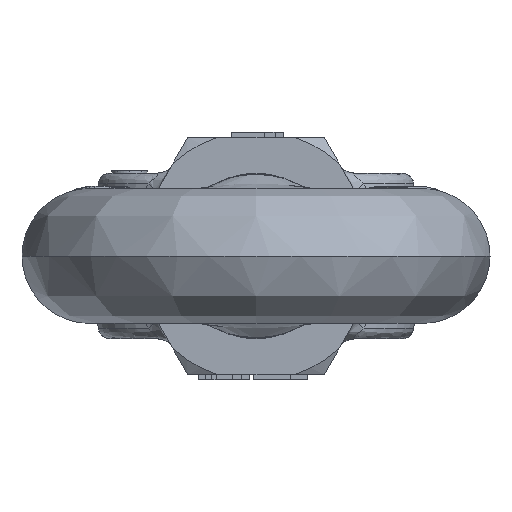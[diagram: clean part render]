
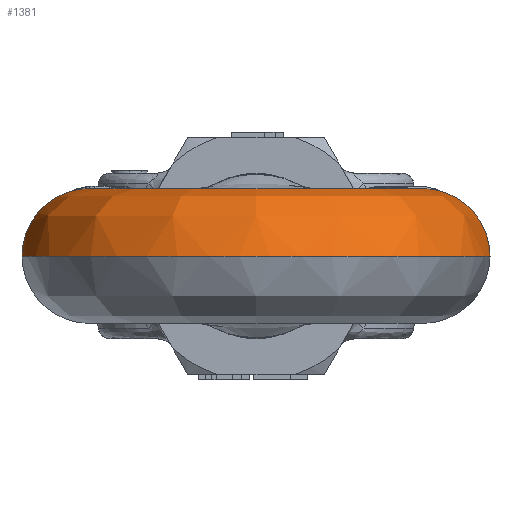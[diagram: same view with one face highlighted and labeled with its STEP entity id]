
A CAD part, left-side view. The second image highlights one B-rep face of the part: STEP entity #1381.
In plain terms, the highlighted free-form (B-spline) face has degree [3, 3] with [7, 7] control points.
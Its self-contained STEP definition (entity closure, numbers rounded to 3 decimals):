
#1381=ADVANCED_FACE('NONE',(#3038),#3039,.T.);
#3038=FACE_OUTER_BOUND('',#9893,.T.);
#3039=(B_SPLINE_SURFACE(3,3,((#9895,#9896,#9897,#9898,#9899,#9900,#9901),(#9902,#9903,#9904,#9905,#9906,#9907,#9908),(#9909,#9910,#9911,#9912,#9913,#9914,#9915),(#9916,#9917,#9918,#9919,#9920,#9921,#9922),(#9923,#9924,#9925,#9926,#9927,#9928,#9929),(#9930,#9931,#9932,#9933,#9934,#9935,#9936),(#9937,#9938,#9939,#9940,#9941,#9942,#9943)),.UNSPECIFIED.,.T.,.F.,.F.)B_SPLINE_SURFACE_WITH_KNOTS((4,3,4),(4,3,4),(0.0,0.5,1.0),(0.0,0.5,1.0),.UNSPECIFIED.)RATIONAL_B_SPLINE_SURFACE(((1.0,0.794,0.794,1.0,0.794,0.794,1.0),(0.333,0.265,0.265,0.333,0.265,0.265,0.333),(0.333,0.265,0.265,0.333,0.265,0.265,0.333),(1.0,0.794,0.794,1.0,0.794,0.794,1.0),(0.333,0.265,0.265,0.333,0.265,0.265,0.333),(0.333,0.265,0.265,0.333,0.265,0.265,0.333),(1.0,0.794,0.794,1.0,0.794,0.794,1.0)))BOUNDED_SURFACE()REPRESENTATION_ITEM('')GEOMETRIC_REPRESENTATION_ITEM()SURFACE());
#9893=EDGE_LOOP('',(#16844,#16845,#16846,#16847));
#9895=CARTESIAN_POINT('',(-678.381,98.892,0.));
#9896=CARTESIAN_POINT('',(-738.478,101.699,0.));
#9897=CARTESIAN_POINT('',(-782.0,60.162,0.));
#9898=CARTESIAN_POINT('',(-782.0,0.,0.));
#9899=CARTESIAN_POINT('',(-782.0,-60.162,0.));
#9900=CARTESIAN_POINT('',(-738.478,-101.699,0.));
#9901=CARTESIAN_POINT('',(-678.381,-98.892,0.));
#9902=CARTESIAN_POINT('',(-678.381,98.892,-57.0));
#9903=CARTESIAN_POINT('',(-738.478,101.699,-57.0));
#9904=CARTESIAN_POINT('',(-782.0,60.162,-57.0));
#9905=CARTESIAN_POINT('',(-782.0,0.,-57.0));
#9906=CARTESIAN_POINT('',(-782.0,-60.162,-57.0));
#9907=CARTESIAN_POINT('',(-738.478,-101.699,-57.0));
#9908=CARTESIAN_POINT('',(-678.381,-98.892,-57.0));
#9909=CARTESIAN_POINT('',(-681.041,41.954,-57.0));
#9910=CARTESIAN_POINT('',(-706.536,43.145,-57.0));
#9911=CARTESIAN_POINT('',(-725.0,25.523,-57.0));
#9912=CARTESIAN_POINT('',(-725.0,0.,-57.0));
#9913=CARTESIAN_POINT('',(-725.0,-25.523,-57.0));
#9914=CARTESIAN_POINT('',(-706.536,-43.145,-57.0));
#9915=CARTESIAN_POINT('',(-681.041,-41.954,-57.0));
#9916=CARTESIAN_POINT('',(-681.041,41.954,0.));
#9917=CARTESIAN_POINT('',(-706.536,43.145,0.));
#9918=CARTESIAN_POINT('',(-725.0,25.523,0.));
#9919=CARTESIAN_POINT('',(-725.0,0.,0.));
#9920=CARTESIAN_POINT('',(-725.0,-25.523,0.));
#9921=CARTESIAN_POINT('',(-706.536,-43.145,0.));
#9922=CARTESIAN_POINT('',(-681.041,-41.954,0.));
#9923=CARTESIAN_POINT('',(-681.041,41.954,57.0));
#9924=CARTESIAN_POINT('',(-706.536,43.145,57.0));
#9925=CARTESIAN_POINT('',(-725.0,25.523,57.0));
#9926=CARTESIAN_POINT('',(-725.0,0.,57.0));
#9927=CARTESIAN_POINT('',(-725.0,-25.523,57.0));
#9928=CARTESIAN_POINT('',(-706.536,-43.145,57.0));
#9929=CARTESIAN_POINT('',(-681.041,-41.954,57.0));
#9930=CARTESIAN_POINT('',(-678.381,98.892,57.0));
#9931=CARTESIAN_POINT('',(-738.478,101.699,57.0));
#9932=CARTESIAN_POINT('',(-782.0,60.162,57.0));
#9933=CARTESIAN_POINT('',(-782.0,0.,57.0));
#9934=CARTESIAN_POINT('',(-782.0,-60.162,57.0));
#9935=CARTESIAN_POINT('',(-738.478,-101.699,57.0));
#9936=CARTESIAN_POINT('',(-678.381,-98.892,57.0));
#9937=CARTESIAN_POINT('',(-678.381,98.892,0.));
#9938=CARTESIAN_POINT('',(-738.478,101.699,0.));
#9939=CARTESIAN_POINT('',(-782.0,60.162,0.));
#9940=CARTESIAN_POINT('',(-782.0,0.,0.));
#9941=CARTESIAN_POINT('',(-782.0,-60.162,0.));
#9942=CARTESIAN_POINT('',(-738.478,-101.699,0.));
#9943=CARTESIAN_POINT('',(-678.381,-98.892,0.));
#16844=ORIENTED_EDGE('',*,*,#20706,.F.);
#16845=ORIENTED_EDGE('',*,*,#20707,.F.);
#16846=ORIENTED_EDGE('',*,*,#20708,.T.);
#16847=ORIENTED_EDGE('',*,*,#20709,.F.);
#20706=EDGE_CURVE('',#23494,#23495,#23496,.T.);
#20707=EDGE_CURVE('NONE',#23497,#23494,#23498,.T.);
#20708=EDGE_CURVE('',#23497,#23499,#23500,.T.);
#20709=EDGE_CURVE('NONE',#23495,#23499,#23501,.T.);
#23494=VERTEX_POINT('NONE',#31616);
#23495=VERTEX_POINT('NONE',#31617);
#23496=(B_SPLINE_CURVE(3,(#31619,#31620,#31621,#31622,#31623,#31624,#31625),.UNSPECIFIED.,.F.,.F.)B_SPLINE_CURVE_WITH_KNOTS((4,3,4),(-1.0,-0.5,-0.0),.UNSPECIFIED.)RATIONAL_B_SPLINE_CURVE((1.0,0.794,0.794,1.0,0.794,0.794,1.0))BOUNDED_CURVE()REPRESENTATION_ITEM('')GEOMETRIC_REPRESENTATION_ITEM()CURVE());
#23497=VERTEX_POINT('',#31632);
#23498=CIRCLE('',#31633,28.5);
#23499=VERTEX_POINT('',#31634);
#23500=(B_SPLINE_CURVE(3,(#31636,#31637,#31638,#31639,#31640,#31641,#31642),.UNSPECIFIED.,.F.,.F.)B_SPLINE_CURVE_WITH_KNOTS((4,3,4),(-1.0,-0.5,-0.0),.UNSPECIFIED.)RATIONAL_B_SPLINE_CURVE((1.0,0.794,0.794,1.0,0.794,0.794,1.0))BOUNDED_CURVE()REPRESENTATION_ITEM('')GEOMETRIC_REPRESENTATION_ITEM()CURVE());
#23501=CIRCLE('',#31649,28.5);
#31616=CARTESIAN_POINT('',(-678.381,-98.892,0.));
#31617=CARTESIAN_POINT('',(-678.381,98.892,0.));
#31619=CARTESIAN_POINT('',(-678.381,-98.892,0.));
#31620=CARTESIAN_POINT('',(-738.478,-101.699,0.));
#31621=CARTESIAN_POINT('',(-782.0,-60.162,0.));
#31622=CARTESIAN_POINT('',(-782.0,0.,0.));
#31623=CARTESIAN_POINT('',(-782.0,60.162,0.));
#31624=CARTESIAN_POINT('',(-738.478,101.699,0.));
#31625=CARTESIAN_POINT('',(-678.381,98.892,0.));
#31632=CARTESIAN_POINT('',(-681.041,-41.954,0.));
#31633=AXIS2_PLACEMENT_3D('',#40479,#40480,#40481);
#31634=CARTESIAN_POINT('',(-681.041,41.954,0.));
#31636=CARTESIAN_POINT('',(-681.041,-41.954,0.));
#31637=CARTESIAN_POINT('',(-706.536,-43.145,0.));
#31638=CARTESIAN_POINT('',(-725.0,-25.523,0.));
#31639=CARTESIAN_POINT('',(-725.0,0.,0.));
#31640=CARTESIAN_POINT('',(-725.0,25.523,0.));
#31641=CARTESIAN_POINT('',(-706.536,43.145,0.));
#31642=CARTESIAN_POINT('',(-681.041,41.954,0.));
#31649=AXIS2_PLACEMENT_3D('',#40482,#40483,#40484);
#40479=CARTESIAN_POINT('',(-679.711,-70.423,0.));
#40480=DIRECTION('',(0.999,0.047,0.0));
#40481=DIRECTION('',(0.047,-0.999,0.0));
#40482=CARTESIAN_POINT('',(-679.711,70.423,0.));
#40483=DIRECTION('',(0.999,-0.047,0.0));
#40484=DIRECTION('',(0.047,0.999,0.0));
